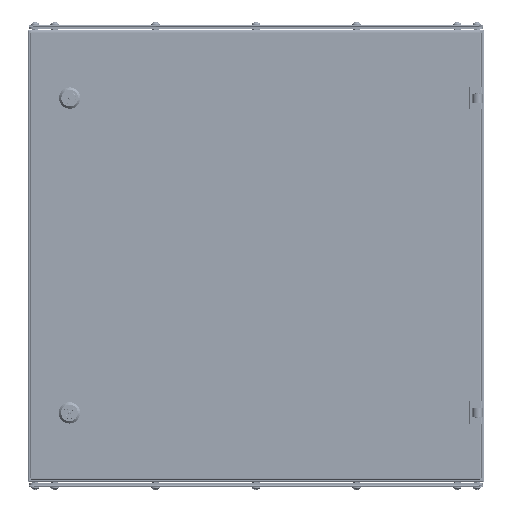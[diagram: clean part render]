
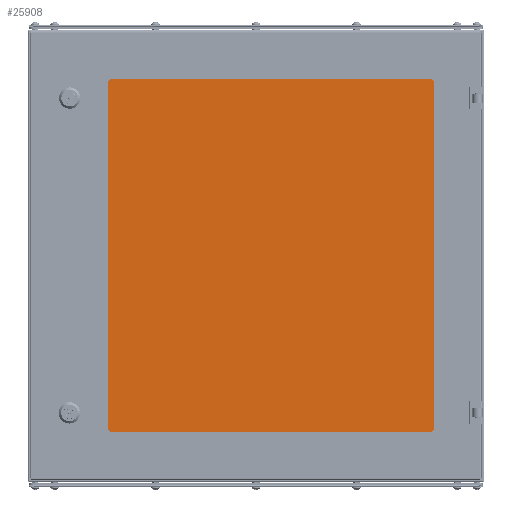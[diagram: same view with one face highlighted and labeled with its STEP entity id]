
A CAD part, top view. The second image highlights one B-rep face of the part: STEP entity #25908.
In plain terms, the highlighted planar face has unit normal (0, 0, 1).
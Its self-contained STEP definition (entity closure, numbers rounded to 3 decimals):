
#2912 = VERTEX_POINT ( 'NONE', #4856 ) ;
#4235 = LINE ( 'NONE', #61335, #71283 ) ;
#4324 = CARTESIAN_POINT ( 'NONE',  ( 217.75, 235.5, 4. ) ) ;
#4772 = VECTOR ( 'NONE', #65241, 1000. ) ;
#4856 = CARTESIAN_POINT ( 'NONE',  ( 217.75, -245.5, 4. ) ) ;
#6159 = CIRCLE ( 'NONE', #70366, 10. ) ;
#6533 = EDGE_CURVE ( 'NONE', #62116, #2912, #4235, .T. ) ;
#8385 = CARTESIAN_POINT ( 'NONE',  ( -217.75, -245.5, 4. ) ) ;
#10060 = DIRECTION ( 'NONE',  ( 0., 0., 1. ) ) ;
#12559 = CARTESIAN_POINT ( 'NONE',  ( -217.75, 245.5, 4. ) ) ;
#12732 = EDGE_CURVE ( 'NONE', #41880, #22428, #39312, .T. ) ;
#13305 = DIRECTION ( 'NONE',  ( 0., 0., 1. ) ) ;
#15014 = DIRECTION ( 'NONE',  ( 0., 1., 0. ) ) ;
#20656 = CIRCLE ( 'NONE', #45544, 10. ) ;
#22428 = VERTEX_POINT ( 'NONE', #78960 ) ;
#23301 = DIRECTION ( 'NONE',  ( -1., 0., 0. ) ) ;
#23566 = ORIENTED_EDGE ( 'NONE', *, *, #24682, .T. ) ;
#24682 = EDGE_CURVE ( 'NONE', #32114, #55887, #32636, .T. ) ;
#25187 = VECTOR ( 'NONE', #15014, 1000. ) ;
#25908 = ADVANCED_FACE ( 'NONE', ( #67422 ), #61444, .F. ) ;
#26892 = ORIENTED_EDGE ( 'NONE', *, *, #6533, .T. ) ;
#29871 = ORIENTED_EDGE ( 'NONE', *, *, #75106, .T. ) ;
#30015 = LINE ( 'NONE', #55352, #4772 ) ;
#31803 = CARTESIAN_POINT ( 'NONE',  ( 227.75, 235.5, 4. ) ) ;
#32114 = VERTEX_POINT ( 'NONE', #31803 ) ;
#32636 = CIRCLE ( 'NONE', #57495, 10. ) ;
#33272 = ORIENTED_EDGE ( 'NONE', *, *, #69079, .T. ) ;
#34040 = ORIENTED_EDGE ( 'NONE', *, *, #12732, .T. ) ;
#34387 = VECTOR ( 'NONE', #67211, 1000. ) ;
#34977 = DIRECTION ( 'NONE',  ( -1., 0., 0. ) ) ;
#37207 = AXIS2_PLACEMENT_3D ( 'NONE', #75634, #66960, #67883 ) ;
#37864 = VERTEX_POINT ( 'NONE', #12559 ) ;
#39312 = LINE ( 'NONE', #47095, #34387 ) ;
#40961 = CARTESIAN_POINT ( 'NONE',  ( 217.75, -235.5, 4. ) ) ;
#41880 = VERTEX_POINT ( 'NONE', #53607 ) ;
#41979 = CARTESIAN_POINT ( 'NONE',  ( 217.75, 245.5, 4. ) ) ;
#42625 = ORIENTED_EDGE ( 'NONE', *, *, #79497, .T. ) ;
#42924 = CARTESIAN_POINT ( 'NONE',  ( 227.75, -245.5, 4. ) ) ;
#43770 = AXIS2_PLACEMENT_3D ( 'NONE', #86403, #10060, #72704 ) ;
#44373 = EDGE_CURVE ( 'NONE', #56740, #32114, #56635, .T. ) ;
#45544 = AXIS2_PLACEMENT_3D ( 'NONE', #57185, #58069, #23301 ) ;
#47095 = CARTESIAN_POINT ( 'NONE',  ( -227.75, -245.5, 4. ) ) ;
#52524 = CIRCLE ( 'NONE', #43770, 10. ) ;
#53607 = CARTESIAN_POINT ( 'NONE',  ( -227.75, 235.5, 4. ) ) ;
#54928 = DIRECTION ( 'NONE',  ( -1., 0., 0. ) ) ;
#55352 = CARTESIAN_POINT ( 'NONE',  ( -227.75, 245.5, 4. ) ) ;
#55887 = VERTEX_POINT ( 'NONE', #41979 ) ;
#56635 = LINE ( 'NONE', #42924, #25187 ) ;
#56740 = VERTEX_POINT ( 'NONE', #85943 ) ;
#57185 = CARTESIAN_POINT ( 'NONE',  ( -217.75, 235.5, 4. ) ) ;
#57495 = AXIS2_PLACEMENT_3D ( 'NONE', #4324, #13305, #54928 ) ;
#58069 = DIRECTION ( 'NONE',  ( 0., 0., 1. ) ) ;
#61335 = CARTESIAN_POINT ( 'NONE',  ( -227.75, -245.5, 4. ) ) ;
#61444 = PLANE ( 'NONE',  #37207 ) ;
#61531 = DIRECTION ( 'NONE',  ( 0., 0., 1. ) ) ;
#62116 = VERTEX_POINT ( 'NONE', #8385 ) ;
#64480 = ORIENTED_EDGE ( 'NONE', *, *, #77405, .T. ) ;
#65241 = DIRECTION ( 'NONE',  ( -1., 0., 0. ) ) ;
#66960 = DIRECTION ( 'NONE',  ( 0., 0., -1. ) ) ;
#67211 = DIRECTION ( 'NONE',  ( 0., -1., 0. ) ) ;
#67422 = FACE_OUTER_BOUND ( 'NONE', #75263, .T. ) ;
#67883 = DIRECTION ( 'NONE',  ( -1., 0., 0. ) ) ;
#69079 = EDGE_CURVE ( 'NONE', #22428, #62116, #52524, .T. ) ;
#70366 = AXIS2_PLACEMENT_3D ( 'NONE', #40961, #61531, #34977 ) ;
#71283 = VECTOR ( 'NONE', #89240, 1000. ) ;
#72704 = DIRECTION ( 'NONE',  ( -1., 0., 0. ) ) ;
#75106 = EDGE_CURVE ( 'NONE', #2912, #56740, #6159, .T. ) ;
#75263 = EDGE_LOOP ( 'NONE', ( #26892, #29871, #79676, #23566, #42625, #64480, #34040, #33272 ) ) ;
#75634 = CARTESIAN_POINT ( 'NONE',  ( 0., 0., 4. ) ) ;
#77405 = EDGE_CURVE ( 'NONE', #37864, #41880, #20656, .T. ) ;
#78960 = CARTESIAN_POINT ( 'NONE',  ( -227.75, -235.5, 4. ) ) ;
#79497 = EDGE_CURVE ( 'NONE', #55887, #37864, #30015, .T. ) ;
#79676 = ORIENTED_EDGE ( 'NONE', *, *, #44373, .T. ) ;
#85943 = CARTESIAN_POINT ( 'NONE',  ( 227.75, -235.5, 4. ) ) ;
#86403 = CARTESIAN_POINT ( 'NONE',  ( -217.75, -235.5, 4. ) ) ;
#89240 = DIRECTION ( 'NONE',  ( 1., 0., 0. ) ) ;
